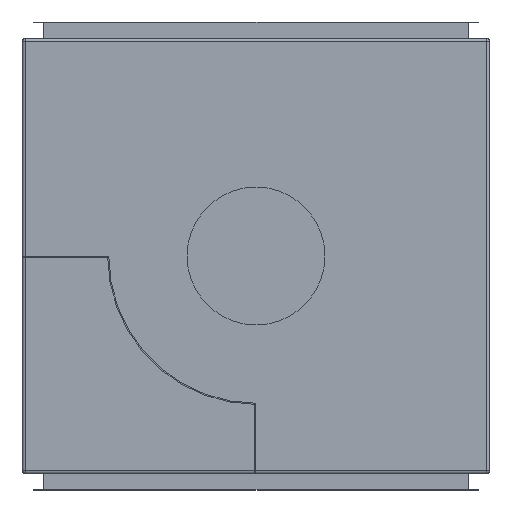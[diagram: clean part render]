
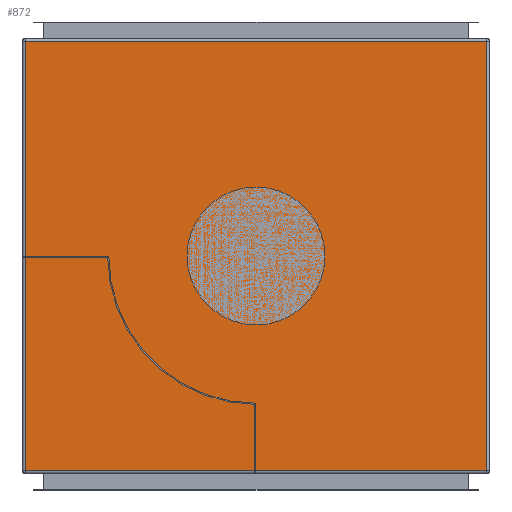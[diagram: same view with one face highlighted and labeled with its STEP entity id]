
A CAD part, front view. The second image highlights one B-rep face of the part: STEP entity #872.
In plain terms, the highlighted planar face has unit normal (0, -1, 0).
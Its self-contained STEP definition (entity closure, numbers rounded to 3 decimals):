
#872 = ADVANCED_FACE ( 'NONE', ( #3055 ), #3054, .F. ) ;
#873 = EDGE_LOOP ( 'NONE', ( #874, #934, #937, #940 ) ) ;
#874 = ORIENTED_EDGE ( 'NONE', *, *, #875, .T. ) ;
#875 = EDGE_CURVE ( 'NONE', #876, #933, #3049, .T. ) ;
#876 = VERTEX_POINT ( 'NONE', #3108 ) ;
#933 = VERTEX_POINT ( 'NONE', #3186 ) ;
#934 = ORIENTED_EDGE ( 'NONE', *, *, #935, .T. ) ;
#935 = EDGE_CURVE ( 'NONE', #933, #936, #3185, .T. ) ;
#936 = VERTEX_POINT ( 'NONE', #3181 ) ;
#937 = ORIENTED_EDGE ( 'NONE', *, *, #938, .T. ) ;
#938 = EDGE_CURVE ( 'NONE', #936, #939, #3180, .T. ) ;
#939 = VERTEX_POINT ( 'NONE', #3176 ) ;
#940 = ORIENTED_EDGE ( 'NONE', *, *, #941, .T. ) ;
#941 = EDGE_CURVE ( 'NONE', #939, #876, #3175, .T. ) ;
#2790 = DIRECTION ( 'NONE',  ( 1., 0., 0. ) ) ;
#3047 = VECTOR ( 'NONE', #2790, 1000. ) ;
#3048 = CARTESIAN_POINT ( 'NONE',  ( -440., 0., -405. ) ) ;
#3049 = LINE ( 'NONE', #3048, #3047 ) ;
#3050 = DIRECTION ( 'NONE',  ( 0., 0., 1. ) ) ;
#3051 = DIRECTION ( 'NONE',  ( 0., 1., 0. ) ) ;
#3052 = AXIS2_PLACEMENT_3D ( 'NONE', #3053, #3051, #3050 ) ;
#3053 = CARTESIAN_POINT ( 'NONE',  ( -440., 0., 410. ) ) ;
#3054 = PLANE ( 'NONE',  #3052 ) ;
#3055 = FACE_OUTER_BOUND ( 'NONE', #873, .T. ) ;
#3108 = CARTESIAN_POINT ( 'NONE',  ( -435., 0., -405. ) ) ;
#3172 = DIRECTION ( 'NONE',  ( 0., 0., -1. ) ) ;
#3173 = VECTOR ( 'NONE', #3172, 1000. ) ;
#3174 = CARTESIAN_POINT ( 'NONE',  ( -435., 0., 410. ) ) ;
#3175 = LINE ( 'NONE', #3174, #3173 ) ;
#3176 = CARTESIAN_POINT ( 'NONE',  ( -435., 0., 405. ) ) ;
#3177 = DIRECTION ( 'NONE',  ( -1., 0., 0. ) ) ;
#3178 = VECTOR ( 'NONE', #3177, 1000. ) ;
#3179 = CARTESIAN_POINT ( 'NONE',  ( -440., 0., 405. ) ) ;
#3180 = LINE ( 'NONE', #3179, #3178 ) ;
#3181 = CARTESIAN_POINT ( 'NONE',  ( 435., 0., 405. ) ) ;
#3182 = DIRECTION ( 'NONE',  ( 0., 0., 1. ) ) ;
#3183 = VECTOR ( 'NONE', #3182, 1000. ) ;
#3184 = CARTESIAN_POINT ( 'NONE',  ( 435., 0., 410. ) ) ;
#3185 = LINE ( 'NONE', #3184, #3183 ) ;
#3186 = CARTESIAN_POINT ( 'NONE',  ( 435., 0., -405. ) ) ;
